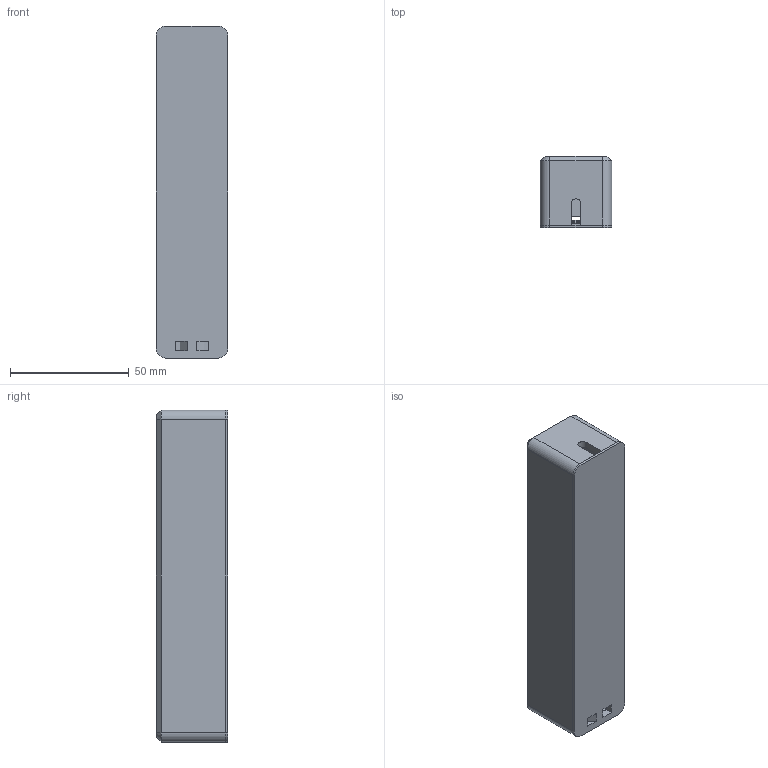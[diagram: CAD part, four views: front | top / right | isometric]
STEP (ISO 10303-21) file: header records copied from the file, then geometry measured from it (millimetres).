
FILE_DESCRIPTION (( 'STEP AP214' ), '1' );
FILE_NAME ('MBus to USB Case.STEP', '2025-05-08T17:20:01', ( '' ), ( '' ), 'SwSTEP 2.0', 'SolidWorks 2025', '' );
FILE_SCHEMA (( 'AUTOMOTIVE_DESIGN' ));
Length unit declared in the file: millimetre
Products named in the file (1): MBus to USB Case
Bounding box: 30 x 30 x 139.5 mm (x, y, z)
Volume: 48042.4 mm3; surface area: 36082.9 mm2
Topology: 2 solids, 2 shells, 294 faces, 697 edges, 403 vertices
Faces by surface type: plane 181, cylinder 77, cone 24, sphere 12
Entity records: 8171 total; most frequent: CARTESIAN_POINT 1419, DIRECTION 1413, ORIENTED_EDGE 1370, EDGE_CURVE 685, LINE 523, VECTOR 523, AXIS2_PLACEMENT_3D 445, VERTEX_POINT 403
